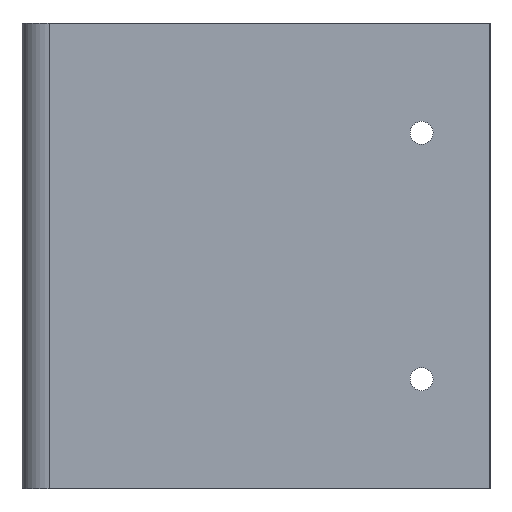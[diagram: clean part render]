
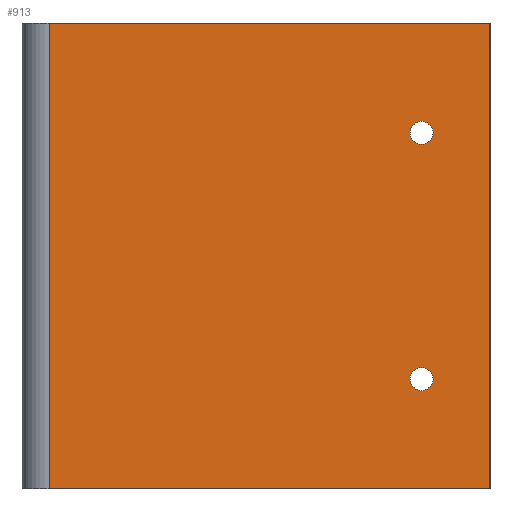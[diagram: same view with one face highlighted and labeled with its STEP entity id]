
A CAD part, left-side view. The second image highlights one B-rep face of the part: STEP entity #913.
In plain terms, the highlighted planar face has unit normal (-1, 0, 0).
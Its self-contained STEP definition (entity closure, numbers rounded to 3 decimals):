
#33=FACE_BOUND('',#201,.T.);
#34=FACE_BOUND('',#202,.T.);
#86=PLANE('',#1030);
#134=FACE_OUTER_BOUND('',#200,.T.);
#200=EDGE_LOOP('',(#840,#841,#842,#843));
#201=EDGE_LOOP('',(#844));
#202=EDGE_LOOP('',(#845));
#244=LINE('',#1436,#324);
#247=LINE('',#1446,#327);
#281=LINE('',#1556,#361);
#283=LINE('',#1559,#363);
#324=VECTOR('',#1168,10.);
#327=VECTOR('',#1179,10.);
#361=VECTOR('',#1295,10.);
#363=VECTOR('',#1299,10.);
#383=CIRCLE('',#991,2.1);
#385=CIRCLE('',#994,2.1);
#436=VERTEX_POINT('',#1429);
#439=VERTEX_POINT('',#1434);
#442=VERTEX_POINT('',#1445);
#445=VERTEX_POINT('',#1453);
#447=VERTEX_POINT('',#1459);
#477=VERTEX_POINT('',#1555);
#542=EDGE_CURVE('',#439,#436,#244,.T.);
#547=EDGE_CURVE('',#436,#442,#247,.T.);
#551=EDGE_CURVE('',#445,#445,#383,.T.);
#554=EDGE_CURVE('',#447,#447,#385,.T.);
#601=EDGE_CURVE('',#477,#442,#281,.T.);
#603=EDGE_CURVE('',#439,#477,#283,.T.);
#840=ORIENTED_EDGE('',*,*,#542,.F.);
#841=ORIENTED_EDGE('',*,*,#603,.T.);
#842=ORIENTED_EDGE('',*,*,#601,.T.);
#843=ORIENTED_EDGE('',*,*,#547,.F.);
#844=ORIENTED_EDGE('',*,*,#551,.T.);
#845=ORIENTED_EDGE('',*,*,#554,.T.);
#913=ADVANCED_FACE('',(#134,#33,#34),#86,.T.);
#991=AXIS2_PLACEMENT_3D('',#1454,#1186,#1187);
#994=AXIS2_PLACEMENT_3D('',#1460,#1193,#1194);
#1030=AXIS2_PLACEMENT_3D('',#1558,#1297,#1298);
#1168=DIRECTION('',(0.,0.,1.));
#1179=DIRECTION('',(0.,-1.,0.));
#1186=DIRECTION('center_axis',(1.,0.,0.));
#1187=DIRECTION('ref_axis',(0.,0.,1.));
#1193=DIRECTION('center_axis',(1.,0.,0.));
#1194=DIRECTION('ref_axis',(0.,0.,1.));
#1295=DIRECTION('',(0.,0.,1.));
#1297=DIRECTION('center_axis',(-1.,0.,0.));
#1298=DIRECTION('ref_axis',(0.,-1.,0.));
#1299=DIRECTION('',(0.,-1.,0.));
#1429=CARTESIAN_POINT('',(-60.5,55.5,85.));
#1434=CARTESIAN_POINT('',(-60.5,55.5,0.));
#1436=CARTESIAN_POINT('',(-60.5,55.5,0.));
#1445=CARTESIAN_POINT('',(-60.5,-25.,85.));
#1446=CARTESIAN_POINT('',(-60.5,60.5,85.));
#1453=CARTESIAN_POINT('',(-60.5,-12.5,62.9));
#1454=CARTESIAN_POINT('Origin',(-60.5,-12.5,65.));
#1459=CARTESIAN_POINT('',(-60.5,-12.5,17.9));
#1460=CARTESIAN_POINT('Origin',(-60.5,-12.5,20.));
#1555=CARTESIAN_POINT('',(-60.5,-25.,0.));
#1556=CARTESIAN_POINT('',(-60.5,-25.,0.));
#1558=CARTESIAN_POINT('Origin',(-60.5,60.5,0.));
#1559=CARTESIAN_POINT('',(-60.5,60.5,0.));
